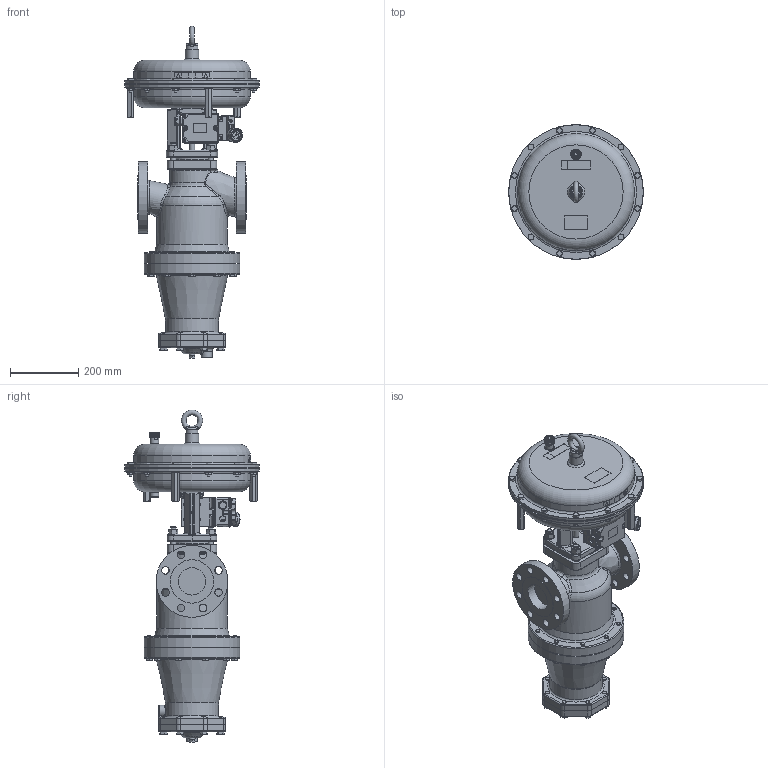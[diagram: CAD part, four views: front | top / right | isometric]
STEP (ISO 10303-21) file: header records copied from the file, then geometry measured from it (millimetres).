
FILE_DESCRIPTION(/* description */ (''),/* implementation_level */ '2;1');
FILE_NAME(/* name */ 'rcv20-080-a0300-00.stp',/* time_stamp */ '2025-01-15T12:32:47+09:00',/* author */ ('shibuya'),/* organization */ (''),/* preprocessor_version */ 'ST-DEVELOPER v18.1',/* originating_system */ 'Autodesk Inventor 2022',/* authorisation */ '');
FILE_SCHEMA (('AUTOMOTIVE_DESIGN { 1 0 10303 214 3 1 1 }'));
Products named in the file (1): 80A-CV-COS20_ASME300_4004_Fix
Bounding box: 393.99 x 393.99 x 970.4 mm (x, y, z)
Volume: 33974232.3 mm3; surface area: 1442002.2 mm2
Topology: 1 solids, 1 shells, 3855 faces, 9662 edges, 6023 vertices
Faces by surface type: plane 1452, cylinder 874, cone 668, bspline 604, torus 210, sphere 47
Full cylindrical faces by diameter (mm): 1 x1, 1.5 x4, 1.72 x2, 2 x2, 4 x2, 4.4 x2, 4.5 x4, 7.2 x2, 8 x5, 8.16 x30, 8.4 x1, 8.57 x1, 8.6 x4, 9.5 x2, 10 x12, 10.5 x18, 12 x36, 14 x20, 16 x16, 17.475 x1, 18 x4, 20 x1, 21 x12, 22 x16, 22.9 x1, 23 x1, 24 x1, 25 x2, 30 x5, 30.7 x1
Entity records: 151546 total; most frequent: CARTESIAN_POINT 60312, ORIENTED_EDGE 19262, DIRECTION 17220, EDGE_CURVE 9631, AXIS2_PLACEMENT_3D 6731, VERTEX_POINT 6023, EDGE_LOOP 4276, STYLED_ITEM 3856
